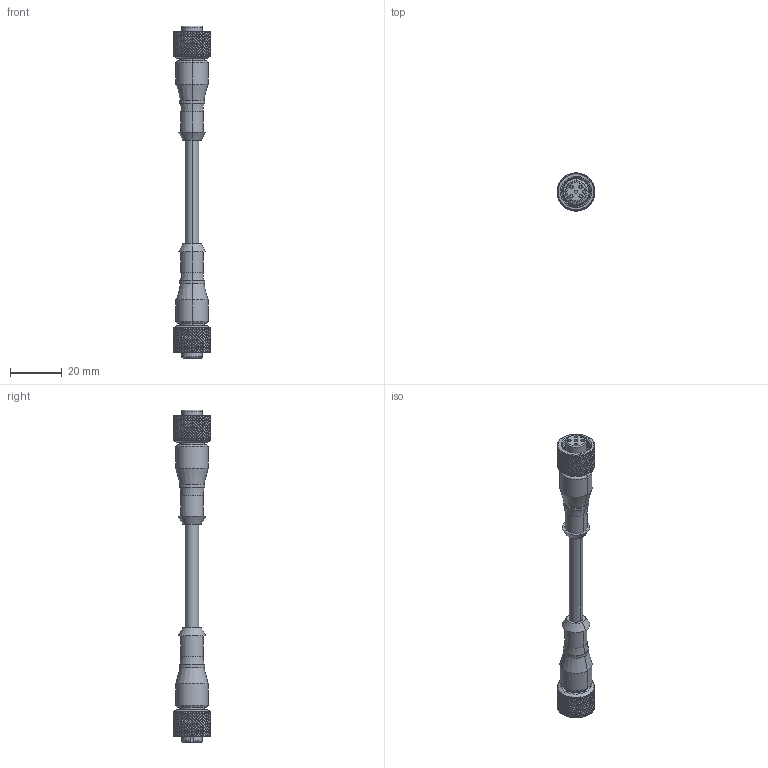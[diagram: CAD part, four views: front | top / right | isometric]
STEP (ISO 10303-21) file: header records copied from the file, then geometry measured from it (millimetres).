
FILE_DESCRIPTION((''),'2;1');
FILE_NAME('214824_ASM','2019-11-05T10:59:35',('pdmadmin'),('BANNER ENGINEERING'),'CREO PARAMETRIC BY PTC INC, 2018300','CREO PARAMETRIC BY PTC INC, 2018300','');
FILE_SCHEMA(('CONFIG_CONTROL_DESIGN'));
Products named in the file (10): 134203; 145997_HSG; 306-00249; 307-00176; 145997_ASM; 134569; 134568; CABLE_521; 207943_ASM; 214824_ASM
Assembly tree (16 placements, depth 4):
  214824_ASM
    207943_ASM
      134203  x2
      145997_ASM  x2
        145997_HSG
        306-00249
        307-00176
      134569  x2
      134568  x2
      CABLE_521
Bounding box: 14.5 x 14.5 x 128 mm (x, y, z)
Volume: 7783.2 mm3; surface area: 10870.2 mm2
Topology: 19 solids, 19 shells, 7832 faces, 16826 edges, 9084 vertices
Faces by surface type: bspline 5114, cylinder 1692, plane 928, torus 70, cone 28
Entity records: 202069 total; most frequent: CARTESIAN_POINT 142846, ORIENTED_EDGE 16094, EDGE_CURVE 8047, B_SPLINE_CURVE_WITH_KNOTS 6549, DIRECTION 4582, VERTEX_POINT 4322, EDGE_LOOP 3807, FACE_OUTER_BOUND 3765
